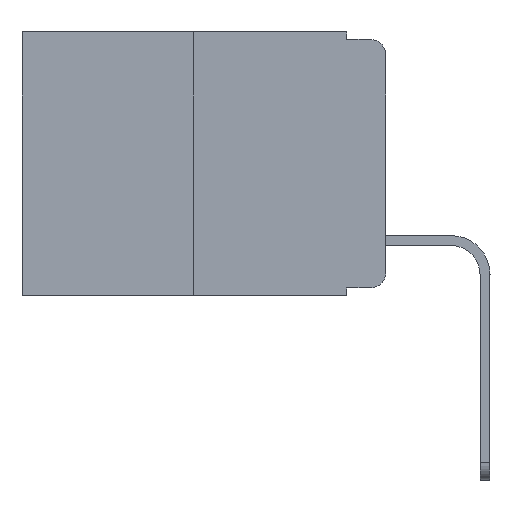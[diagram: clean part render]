
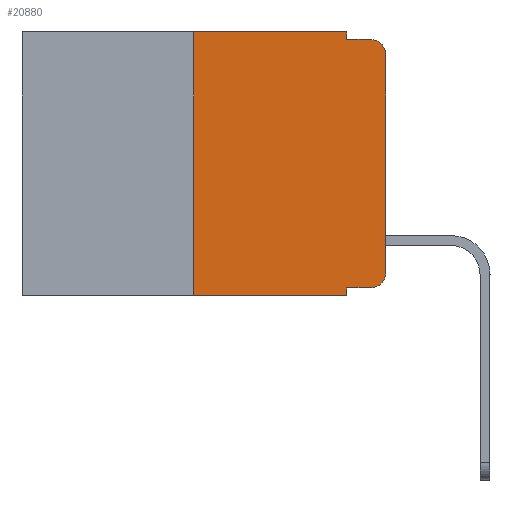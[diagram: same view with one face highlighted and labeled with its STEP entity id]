
A CAD part, left-side view. The second image highlights one B-rep face of the part: STEP entity #20880.
In plain terms, the highlighted planar face has unit normal (-1, 0, 0).
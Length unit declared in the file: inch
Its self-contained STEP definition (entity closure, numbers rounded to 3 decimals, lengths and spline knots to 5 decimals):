
#378 = DIRECTION ( 'NONE',  ( 0., -1., 0. ) ) ;
#621 = EDGE_CURVE ( 'NONE', #15017, #22719, #13849, .T. ) ;
#870 = ORIENTED_EDGE ( 'NONE', *, *, #10294, .F. ) ;
#1312 = DIRECTION ( 'NONE',  ( 0., 0., -1. ) ) ;
#1567 = CARTESIAN_POINT ( 'NONE',  ( 0., 0.051, -0.01 ) ) ;
#1694 = DIRECTION ( 'NONE',  ( 0., 0., 1. ) ) ;
#1695 = VECTOR ( 'NONE', #5500, 39.37008 ) ;
#2139 = CARTESIAN_POINT ( 'NONE',  ( 0., 0.473, 0. ) ) ;
#2159 = EDGE_CURVE ( 'NONE', #22719, #6421, #21167, .T. ) ;
#2218 = ORIENTED_EDGE ( 'NONE', *, *, #18496, .T. ) ;
#2612 = ORIENTED_EDGE ( 'NONE', *, *, #17895, .T. ) ;
#2813 = CARTESIAN_POINT ( 'NONE',  ( 0., 0.02, -0.03 ) ) ;
#2863 = LINE ( 'NONE', #22377, #1695 ) ;
#3395 = AXIS2_PLACEMENT_3D ( 'NONE', #17116, #7727, #3683 ) ;
#3683 = DIRECTION ( 'NONE',  ( 0., 0., -1. ) ) ;
#3736 = VERTEX_POINT ( 'NONE', #6547 ) ;
#4439 = EDGE_CURVE ( 'NONE', #12381, #23120, #20201, .T. ) ;
#5063 = CIRCLE ( 'NONE', #3395, 0.02 ) ;
#5089 = VERTEX_POINT ( 'NONE', #13243 ) ;
#5500 = DIRECTION ( 'NONE',  ( 0., 0., 1. ) ) ;
#5899 = ORIENTED_EDGE ( 'NONE', *, *, #6299, .F. ) ;
#6002 = CARTESIAN_POINT ( 'NONE',  ( 0., 0., -0.313 ) ) ;
#6159 = EDGE_LOOP ( 'NONE', ( #21819, #16763, #5899, #7766, #870, #19844, #2612, #20980, #21524, #2218 ) ) ;
#6299 = EDGE_CURVE ( 'NONE', #3736, #6421, #21570, .T. ) ;
#6355 = DIRECTION ( 'NONE',  ( -1., 0., 0. ) ) ;
#6421 = VERTEX_POINT ( 'NONE', #7391 ) ;
#6547 = CARTESIAN_POINT ( 'NONE',  ( 0., 0.051, -0.01 ) ) ;
#6888 = CARTESIAN_POINT ( 'NONE',  ( 0., 0.051, 0. ) ) ;
#7096 = LINE ( 'NONE', #6888, #19762 ) ;
#7138 = DIRECTION ( 'NONE',  ( 1., 0., 0. ) ) ;
#7391 = CARTESIAN_POINT ( 'NONE',  ( 0., 0.02, -0.01 ) ) ;
#7446 = CARTESIAN_POINT ( 'NONE',  ( 0., 0., -0.03 ) ) ;
#7504 = CARTESIAN_POINT ( 'NONE',  ( 0., 0.25, -0.343 ) ) ;
#7727 = DIRECTION ( 'NONE',  ( -1., 0., 0. ) ) ;
#7766 = ORIENTED_EDGE ( 'NONE', *, *, #18919, .F. ) ;
#8219 = VERTEX_POINT ( 'NONE', #12575 ) ;
#8978 = VECTOR ( 'NONE', #9202, 39.37008 ) ;
#9202 = DIRECTION ( 'NONE',  ( 0., -1., 0. ) ) ;
#9285 = CARTESIAN_POINT ( 'NONE',  ( 0., 0.051, -0.333 ) ) ;
#9775 = CARTESIAN_POINT ( 'NONE',  ( 0., 0.051, 0. ) ) ;
#10294 = EDGE_CURVE ( 'NONE', #5089, #8219, #12710, .T. ) ;
#11039 = VERTEX_POINT ( 'NONE', #7504 ) ;
#11557 = VECTOR ( 'NONE', #16585, 39.37008 ) ;
#11657 = CARTESIAN_POINT ( 'NONE',  ( 0., 0.473, -0.343 ) ) ;
#12001 = DIRECTION ( 'NONE',  ( 0., 0., -1. ) ) ;
#12381 = VERTEX_POINT ( 'NONE', #14201 ) ;
#12575 = CARTESIAN_POINT ( 'NONE',  ( 0., 0.051, 0. ) ) ;
#12614 = FACE_OUTER_BOUND ( 'NONE', #6159, .T. ) ;
#12710 = LINE ( 'NONE', #18381, #11557 ) ;
#13065 = VECTOR ( 'NONE', #378, 39.37008 ) ;
#13243 = CARTESIAN_POINT ( 'NONE',  ( 0., 0.25, 0. ) ) ;
#13403 = AXIS2_PLACEMENT_3D ( 'NONE', #2139, #7138, #16694 ) ;
#13849 = LINE ( 'NONE', #14553, #15059 ) ;
#14201 = CARTESIAN_POINT ( 'NONE',  ( 0., 0.051, -0.333 ) ) ;
#14538 = CARTESIAN_POINT ( 'NONE',  ( 0., 0.051, -0.343 ) ) ;
#14553 = CARTESIAN_POINT ( 'NONE',  ( 0., 0., 0. ) ) ;
#14745 = PLANE ( 'NONE',  #13403 ) ;
#14870 = EDGE_CURVE ( 'NONE', #11039, #5089, #2863, .T. ) ;
#15017 = VERTEX_POINT ( 'NONE', #6002 ) ;
#15059 = VECTOR ( 'NONE', #1694, 39.37008 ) ;
#15852 = DIRECTION ( 'NONE',  ( 0., 0., -1. ) ) ;
#16467 = DIRECTION ( 'NONE',  ( 0., -1., 0. ) ) ;
#16585 = DIRECTION ( 'NONE',  ( 0., -1., 0. ) ) ;
#16660 = VECTOR ( 'NONE', #12001, 39.37008 ) ;
#16694 = DIRECTION ( 'NONE',  ( 0., 0., -1. ) ) ;
#16763 = ORIENTED_EDGE ( 'NONE', *, *, #2159, .T. ) ;
#16880 = LINE ( 'NONE', #11657, #13065 ) ;
#17116 = CARTESIAN_POINT ( 'NONE',  ( 0., 0.02, -0.313 ) ) ;
#17895 = EDGE_CURVE ( 'NONE', #11039, #23120, #16880, .T. ) ;
#18381 = CARTESIAN_POINT ( 'NONE',  ( 0., 0.473, 0. ) ) ;
#18496 = EDGE_CURVE ( 'NONE', #23150, #15017, #5063, .T. ) ;
#18919 = EDGE_CURVE ( 'NONE', #8219, #3736, #7096, .T. ) ;
#19762 = VECTOR ( 'NONE', #1312, 39.37008 ) ;
#19844 = ORIENTED_EDGE ( 'NONE', *, *, #14870, .F. ) ;
#19956 = CARTESIAN_POINT ( 'NONE',  ( 0., 0.02, -0.333 ) ) ;
#20201 = LINE ( 'NONE', #9775, #16660 ) ;
#20880 = ADVANCED_FACE ( 'NONE', ( #12614 ), #14745, .F. ) ;
#20980 = ORIENTED_EDGE ( 'NONE', *, *, #4439, .F. ) ;
#21167 = CIRCLE ( 'NONE', #21619, 0.02 ) ;
#21524 = ORIENTED_EDGE ( 'NONE', *, *, #22622, .T. ) ;
#21570 = LINE ( 'NONE', #1567, #23061 ) ;
#21619 = AXIS2_PLACEMENT_3D ( 'NONE', #2813, #6355, #15852 ) ;
#21819 = ORIENTED_EDGE ( 'NONE', *, *, #621, .T. ) ;
#22377 = CARTESIAN_POINT ( 'NONE',  ( 0., 0.25, 0. ) ) ;
#22622 = EDGE_CURVE ( 'NONE', #12381, #23150, #23984, .T. ) ;
#22719 = VERTEX_POINT ( 'NONE', #7446 ) ;
#23061 = VECTOR ( 'NONE', #16467, 39.37008 ) ;
#23120 = VERTEX_POINT ( 'NONE', #14538 ) ;
#23150 = VERTEX_POINT ( 'NONE', #19956 ) ;
#23984 = LINE ( 'NONE', #9285, #8978 ) ;
